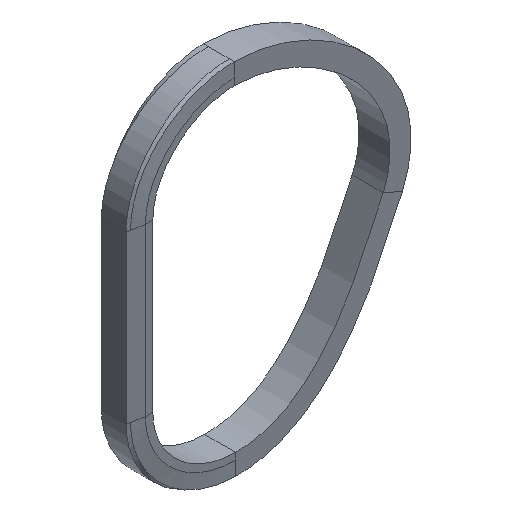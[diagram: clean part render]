
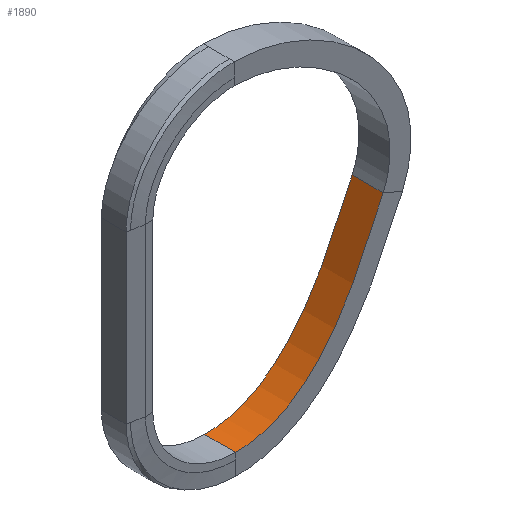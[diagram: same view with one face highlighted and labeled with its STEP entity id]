
A CAD part, isometric view. The second image highlights one B-rep face of the part: STEP entity #1890.
In plain terms, the highlighted free-form (B-spline) face has degree [1, 3] with [2, 4] control points.
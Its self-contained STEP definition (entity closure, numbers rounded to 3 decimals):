
#800 = B_SPLINE_SURFACE_WITH_KNOTS('',1,3,(
    (#801,#802,#803,#804)
    ,(#805,#806,#807,#808
    )),.UNSPECIFIED.,.F.,.F.,.F.,(2,2),(4,4),(1.,2.),(0.,1.),
  .PIECEWISE_BEZIER_KNOTS.);
#801 = CARTESIAN_POINT('',(8.483,0.766,7.247)
  );
#802 = CARTESIAN_POINT('',(12.466,0.766,7.247
    ));
#803 = CARTESIAN_POINT('',(17.564,0.766,2.97
    ));
#804 = CARTESIAN_POINT('',(15.842,0.766,
    -1.009));
#805 = CARTESIAN_POINT('',(8.483,-0.766,7.247
    ));
#806 = CARTESIAN_POINT('',(12.466,-0.766,
    7.247));
#807 = CARTESIAN_POINT('',(17.564,-0.766,
    2.97));
#808 = CARTESIAN_POINT('',(15.842,-0.766,
    -1.009));
#868 = VERTEX_POINT('',#869);
#869 = CARTESIAN_POINT('',(15.842,0.766,-1.009
    ));
#925 = PLANE('',#926);
#926 = AXIS2_PLACEMENT_3D('',#927,#928,#929);
#927 = CARTESIAN_POINT('',(13.142,0.766,-5.949
    ));
#928 = DIRECTION('',(0.,-1.,0.));
#929 = DIRECTION('',(-0.742,0.,0.67)
  );
#942 = VERTEX_POINT('',#943);
#943 = CARTESIAN_POINT('',(15.842,-0.766,
    -1.009));
#966 = EDGE_CURVE('',#868,#942,#967,.T.);
#967 = SURFACE_CURVE('',#968,(#971,#978),.PCURVE_S1.);
#968 = B_SPLINE_CURVE_WITH_KNOTS('',1,(#969,#970),.UNSPECIFIED.,.F.,.F.,
  (2,2),(1.,2.),.PIECEWISE_BEZIER_KNOTS.);
#969 = CARTESIAN_POINT('',(15.842,0.766,
    -1.009));
#970 = CARTESIAN_POINT('',(15.842,-0.766,
    -1.009));
#971 = PCURVE('',#800,#972);
#972 = DEFINITIONAL_REPRESENTATION('',(#973),#977);
#973 = LINE('',#974,#975);
#974 = CARTESIAN_POINT('',(0.,1.));
#975 = VECTOR('',#976,1.);
#976 = DIRECTION('',(1.,0.));
#977 = ( GEOMETRIC_REPRESENTATION_CONTEXT(2) 
PARAMETRIC_REPRESENTATION_CONTEXT() REPRESENTATION_CONTEXT('2D SPACE',''
  ) );
#978 = PCURVE('',#979,#988);
#979 = B_SPLINE_SURFACE_WITH_KNOTS('',1,3,(
    (#980,#981,#982,#983)
    ,(#984,#985,#986,#987
    )),.UNSPECIFIED.,.F.,.F.,.F.,(2,2),(4,4),(1.,2.),(0.,1.),
  .PIECEWISE_BEZIER_KNOTS.);
#980 = CARTESIAN_POINT('',(15.842,0.766,
    -1.009));
#981 = CARTESIAN_POINT('',(14.34,0.766,-4.48
    ));
#982 = CARTESIAN_POINT('',(12.457,0.766,
    -8.467));
#983 = CARTESIAN_POINT('',(8.554,0.766,-8.467
    ));
#984 = CARTESIAN_POINT('',(15.842,-0.766,
    -1.009));
#985 = CARTESIAN_POINT('',(14.34,-0.766,
    -4.48));
#986 = CARTESIAN_POINT('',(12.457,-0.766,
    -8.467));
#987 = CARTESIAN_POINT('',(8.554,-0.766,
    -8.467));
#988 = DEFINITIONAL_REPRESENTATION('',(#989),#992);
#989 = B_SPLINE_CURVE_WITH_KNOTS('',1,(#990,#991),.UNSPECIFIED.,.F.,.F.,
  (2,2),(1.,2.),.PIECEWISE_BEZIER_KNOTS.);
#990 = CARTESIAN_POINT('',(1.,0.));
#991 = CARTESIAN_POINT('',(2.,0.));
#992 = ( GEOMETRIC_REPRESENTATION_CONTEXT(2) 
PARAMETRIC_REPRESENTATION_CONTEXT() REPRESENTATION_CONTEXT('2D SPACE',''
  ) );
#1058 = PLANE('',#1059);
#1059 = AXIS2_PLACEMENT_3D('',#1060,#1061,#1062);
#1060 = CARTESIAN_POINT('',(13.142,-0.766,
    -5.949));
#1061 = DIRECTION('',(0.,1.,0.));
#1062 = DIRECTION('',(0.742,0.,-0.67
    ));
#1161 = EDGE_CURVE('',#868,#1162,#1164,.T.);
#1162 = VERTEX_POINT('',#1163);
#1163 = CARTESIAN_POINT('',(8.554,0.766,
    -8.467));
#1164 = SURFACE_CURVE('',#1165,(#1177,#1192),.PCURVE_S1.);
#1165 = B_SPLINE_CURVE_WITH_KNOTS('',10,(#1166,#1167,#1168,#1169,#1170,
    #1171,#1172,#1173,#1174,#1175,#1176),.UNSPECIFIED.,.F.,.F.,(11,11),(
    0.,1.),.PIECEWISE_BEZIER_KNOTS.);
#1166 = CARTESIAN_POINT('',(15.842,0.766,
    -1.009));
#1167 = CARTESIAN_POINT('',(15.391,0.766,
    -2.051));
#1168 = CARTESIAN_POINT('',(14.915,0.766,
    -3.126));
#1169 = CARTESIAN_POINT('',(14.4,0.766,
    -4.199));
#1170 = CARTESIAN_POINT('',(13.833,0.766,
    -5.231));
#1171 = CARTESIAN_POINT('',(13.198,0.766,
    -6.185));
#1172 = CARTESIAN_POINT('',(12.484,0.766,
    -7.023));
#1173 = CARTESIAN_POINT('',(11.676,0.766,
    -7.707));
#1174 = CARTESIAN_POINT('',(10.761,0.766,
    -8.202));
#1175 = CARTESIAN_POINT('',(9.725,0.766,
    -8.467));
#1176 = CARTESIAN_POINT('',(8.554,0.766,-8.467
    ));
#1177 = PCURVE('',#925,#1178);
#1178 = DEFINITIONAL_REPRESENTATION('',(#1179),#1191);
#1179 = B_SPLINE_CURVE_WITH_KNOTS('',10,(#1180,#1181,#1182,#1183,#1184,
    #1185,#1186,#1187,#1188,#1189,#1190),.UNSPECIFIED.,.F.,.F.,(11,11),(
    0.,1.),.PIECEWISE_BEZIER_KNOTS.);
#1180 = CARTESIAN_POINT('',(1.309,-5.475));
#1181 = CARTESIAN_POINT('',(0.945,-4.4));
#1182 = CARTESIAN_POINT('',(0.577,-3.283));
#1183 = CARTESIAN_POINT('',(0.24,-2.142));
#1184 = CARTESIAN_POINT('',(-0.031,-0.996));
#1185 = CARTESIAN_POINT('',(-0.2,0.137));
#1186 = CARTESIAN_POINT('',(-0.232,1.238));
#1187 = CARTESIAN_POINT('',(-0.092,2.288));
#1188 = CARTESIAN_POINT('',(0.256,3.268));
#1189 = CARTESIAN_POINT('',(0.847,4.16));
#1190 = CARTESIAN_POINT('',(1.716,4.945));
#1191 = ( GEOMETRIC_REPRESENTATION_CONTEXT(2) 
PARAMETRIC_REPRESENTATION_CONTEXT() REPRESENTATION_CONTEXT('2D SPACE',''
  ) );
#1192 = PCURVE('',#979,#1193);
#1193 = DEFINITIONAL_REPRESENTATION('',(#1194),#1197);
#1194 = B_SPLINE_CURVE_WITH_KNOTS('',1,(#1195,#1196),.UNSPECIFIED.,.F.,
  .F.,(2,2),(0.,1.),.PIECEWISE_BEZIER_KNOTS.);
#1195 = CARTESIAN_POINT('',(1.,0.));
#1196 = CARTESIAN_POINT('',(1.,1.));
#1197 = ( GEOMETRIC_REPRESENTATION_CONTEXT(2) 
PARAMETRIC_REPRESENTATION_CONTEXT() REPRESENTATION_CONTEXT('2D SPACE',''
  ) );
#1415 = VERTEX_POINT('',#1416);
#1416 = CARTESIAN_POINT('',(8.554,-0.766,
    -8.467));
#1460 = B_SPLINE_SURFACE_WITH_KNOTS('',1,3,(
    (#1461,#1462,#1463,#1464)
    ,(#1465,#1466,#1467,#1468
    )),.UNSPECIFIED.,.F.,.F.,.F.,(2,2),(4,4),(2.,3.),(0.,1.),
  .PIECEWISE_BEZIER_KNOTS.);
#1461 = CARTESIAN_POINT('',(8.554,-0.766,
    -8.467));
#1462 = CARTESIAN_POINT('',(6.348,-0.766,
    -8.467));
#1463 = CARTESIAN_POINT('',(4.463,-0.766,
    -6.707));
#1464 = CARTESIAN_POINT('',(4.463,-0.766,
    -4.709));
#1465 = CARTESIAN_POINT('',(8.554,0.766,-8.467
    ));
#1466 = CARTESIAN_POINT('',(6.348,0.766,
    -8.467));
#1467 = CARTESIAN_POINT('',(4.463,0.766,
    -6.707));
#1468 = CARTESIAN_POINT('',(4.463,0.766,
    -4.709));
#1497 = EDGE_CURVE('',#1415,#1162,#1498,.T.);
#1498 = SURFACE_CURVE('',#1499,(#1502,#1509),.PCURVE_S1.);
#1499 = B_SPLINE_CURVE_WITH_KNOTS('',1,(#1500,#1501),.UNSPECIFIED.,.F.,
  .F.,(2,2),(2.,3.),.PIECEWISE_BEZIER_KNOTS.);
#1500 = CARTESIAN_POINT('',(8.554,-0.766,
    -8.467));
#1501 = CARTESIAN_POINT('',(8.554,0.766,-8.467
    ));
#1502 = PCURVE('',#1460,#1503);
#1503 = DEFINITIONAL_REPRESENTATION('',(#1504),#1508);
#1504 = LINE('',#1505,#1506);
#1505 = CARTESIAN_POINT('',(0.,0.));
#1506 = VECTOR('',#1507,1.);
#1507 = DIRECTION('',(1.,0.));
#1508 = ( GEOMETRIC_REPRESENTATION_CONTEXT(2) 
PARAMETRIC_REPRESENTATION_CONTEXT() REPRESENTATION_CONTEXT('2D SPACE',''
  ) );
#1509 = PCURVE('',#979,#1510);
#1510 = DEFINITIONAL_REPRESENTATION('',(#1511),#1514);
#1511 = B_SPLINE_CURVE_WITH_KNOTS('',1,(#1512,#1513),.UNSPECIFIED.,.F.,
  .F.,(2,2),(2.,3.),.PIECEWISE_BEZIER_KNOTS.);
#1512 = CARTESIAN_POINT('',(2.,1.));
#1513 = CARTESIAN_POINT('',(1.,1.));
#1514 = ( GEOMETRIC_REPRESENTATION_CONTEXT(2) 
PARAMETRIC_REPRESENTATION_CONTEXT() REPRESENTATION_CONTEXT('2D SPACE',''
  ) );
#1890 = ADVANCED_FACE('',(#1891),#979,.F.);
#1891 = FACE_BOUND('',#1892,.F.);
#1892 = EDGE_LOOP('',(#1893,#1894,#1895,#1918));
#1893 = ORIENTED_EDGE('',*,*,#1161,.F.);
#1894 = ORIENTED_EDGE('',*,*,#966,.T.);
#1895 = ORIENTED_EDGE('',*,*,#1896,.T.);
#1896 = EDGE_CURVE('',#942,#1415,#1897,.T.);
#1897 = SURFACE_CURVE('',#1898,(#1903,#1910),.PCURVE_S1.);
#1898 = B_SPLINE_CURVE_WITH_KNOTS('',3,(#1899,#1900,#1901,#1902),
  .UNSPECIFIED.,.F.,.F.,(4,4),(0.,1.),.PIECEWISE_BEZIER_KNOTS.);
#1899 = CARTESIAN_POINT('',(15.842,-0.766,
    -1.009));
#1900 = CARTESIAN_POINT('',(14.34,-0.766,
    -4.48));
#1901 = CARTESIAN_POINT('',(12.457,-0.766,
    -8.467));
#1902 = CARTESIAN_POINT('',(8.554,-0.766,
    -8.467));
#1903 = PCURVE('',#979,#1904);
#1904 = DEFINITIONAL_REPRESENTATION('',(#1905),#1909);
#1905 = LINE('',#1906,#1907);
#1906 = CARTESIAN_POINT('',(2.,0.));
#1907 = VECTOR('',#1908,1.);
#1908 = DIRECTION('',(0.,1.));
#1909 = ( GEOMETRIC_REPRESENTATION_CONTEXT(2) 
PARAMETRIC_REPRESENTATION_CONTEXT() REPRESENTATION_CONTEXT('2D SPACE',''
  ) );
#1910 = PCURVE('',#1058,#1911);
#1911 = DEFINITIONAL_REPRESENTATION('',(#1912),#1917);
#1912 = B_SPLINE_CURVE_WITH_KNOTS('',3,(#1913,#1914,#1915,#1916),
  .UNSPECIFIED.,.F.,.F.,(4,4),(0.,1.),.PIECEWISE_BEZIER_KNOTS.);
#1913 = CARTESIAN_POINT('',(-1.309,-5.475));
#1914 = CARTESIAN_POINT('',(-0.096,-1.893));
#1915 = CARTESIAN_POINT('',(1.18,2.328));
#1916 = CARTESIAN_POINT('',(-1.716,4.945));
#1917 = ( GEOMETRIC_REPRESENTATION_CONTEXT(2) 
PARAMETRIC_REPRESENTATION_CONTEXT() REPRESENTATION_CONTEXT('2D SPACE',''
  ) );
#1918 = ORIENTED_EDGE('',*,*,#1497,.T.);
